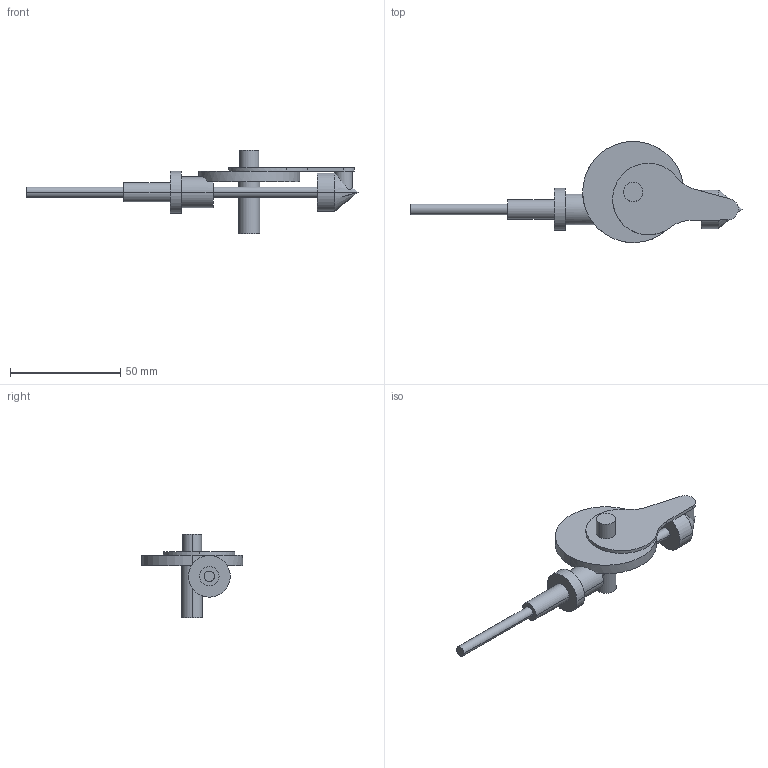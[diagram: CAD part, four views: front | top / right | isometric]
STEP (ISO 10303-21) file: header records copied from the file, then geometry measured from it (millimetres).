
FILE_DESCRIPTION(('produced by SPATIAL CORP'),'2;1');
FILE_NAME( 'mechan_simp.prt.hh.sat.stp' ,'2002-04-19T13:31:45+00:00',('SPATIAL CORP'),('SPATIAL CORP'), 'ACIS STEP Husk','http://www.spatial.com','SPATIAL CORP');
FILE_SCHEMA(('CONFIG_CONTROL_DESIGN'));
Length unit declared in the file: millimetre
Products named in the file (1): PRODUCT_ID_1
Bounding box: 150.91 x 45.99 x 38.1 mm (x, y, z)
Volume: 21286.7 mm3; surface area: 10139.9 mm2
Topology: 1 solids, 1 shells, 42 faces, 103 edges, 65 vertices
Faces by surface type: cylinder 26, plane 14, cone 2
Entity records: 1332 total; most frequent: CARTESIAN_POINT 260, DIRECTION 223, ORIENTED_EDGE 194, EDGE_CURVE 97, AXIS2_PLACEMENT_3D 93, VERTEX_POINT 63, CIRCLE 53, EDGE_LOOP 50
